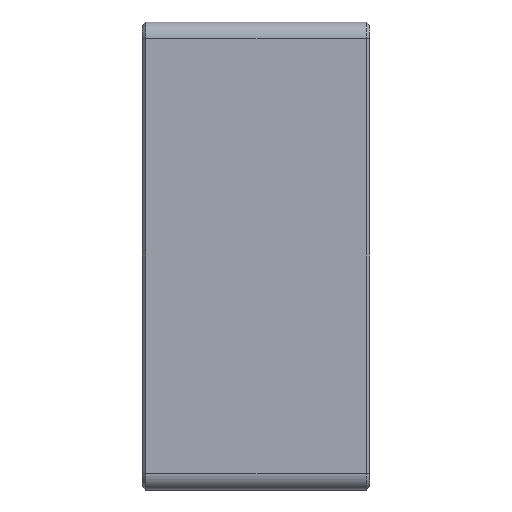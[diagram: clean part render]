
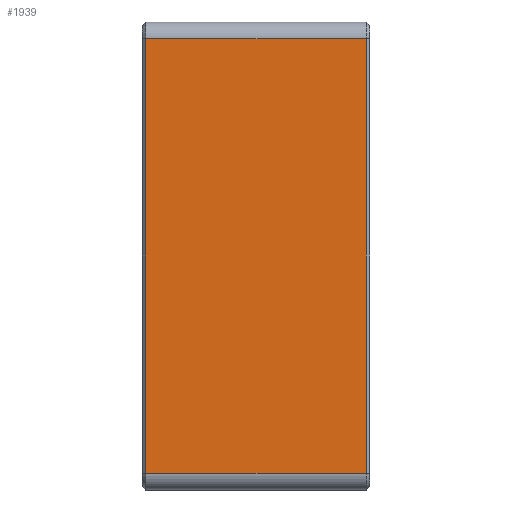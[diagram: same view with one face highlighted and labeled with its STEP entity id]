
A CAD part, left-side view. The second image highlights one B-rep face of the part: STEP entity #1939.
In plain terms, the highlighted planar face has unit normal (-1, 0, 0).
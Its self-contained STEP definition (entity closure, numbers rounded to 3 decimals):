
#96=PLANE('',#2162);
#207=FACE_OUTER_BOUND('',#342,.T.);
#342=EDGE_LOOP('',(#1717,#1718,#1719,#1720));
#605=LINE('',#3339,#786);
#616=LINE('',#3370,#797);
#617=LINE('',#3374,#798);
#618=LINE('',#3375,#799);
#786=VECTOR('',#2686,10.);
#797=VECTOR('',#2725,10.);
#798=VECTOR('',#2730,10.);
#799=VECTOR('',#2731,10.);
#960=VERTEX_POINT('',#3336);
#961=VERTEX_POINT('',#3338);
#967=VERTEX_POINT('',#3369);
#968=VERTEX_POINT('',#3373);
#1209=EDGE_CURVE('',#960,#961,#605,.T.);
#1225=EDGE_CURVE('',#961,#967,#616,.T.);
#1227=EDGE_CURVE('',#968,#960,#617,.T.);
#1228=EDGE_CURVE('',#967,#968,#618,.T.);
#1717=ORIENTED_EDGE('',*,*,#1209,.F.);
#1718=ORIENTED_EDGE('',*,*,#1227,.F.);
#1719=ORIENTED_EDGE('',*,*,#1228,.F.);
#1720=ORIENTED_EDGE('',*,*,#1225,.F.);
#1939=ADVANCED_FACE('',(#207),#96,.T.);
#2162=AXIS2_PLACEMENT_3D('',#3372,#2728,#2729);
#2686=DIRECTION('',(0.,0.,-1.));
#2725=DIRECTION('',(0.,1.,0.));
#2728=DIRECTION('center_axis',(-1.,0.,0.));
#2729=DIRECTION('ref_axis',(0.,0.,1.));
#2730=DIRECTION('',(0.,-1.,0.));
#2731=DIRECTION('',(0.,0.,1.));
#3336=CARTESIAN_POINT('',(-23.25,0.2,12.9));
#3338=CARTESIAN_POINT('',(-23.25,0.2,-12.9));
#3339=CARTESIAN_POINT('',(-23.25,0.2,-6.95));
#3369=CARTESIAN_POINT('',(-23.25,13.3,-12.9));
#3370=CARTESIAN_POINT('',(-23.25,0.,-12.9));
#3372=CARTESIAN_POINT('Origin',(-23.25,0.,-13.9));
#3373=CARTESIAN_POINT('',(-23.25,13.3,12.9));
#3374=CARTESIAN_POINT('',(-23.25,0.,12.9));
#3375=CARTESIAN_POINT('',(-23.25,13.3,-6.95));
